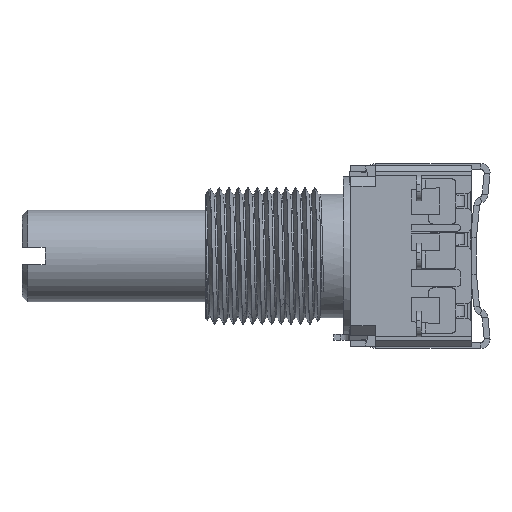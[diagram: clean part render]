
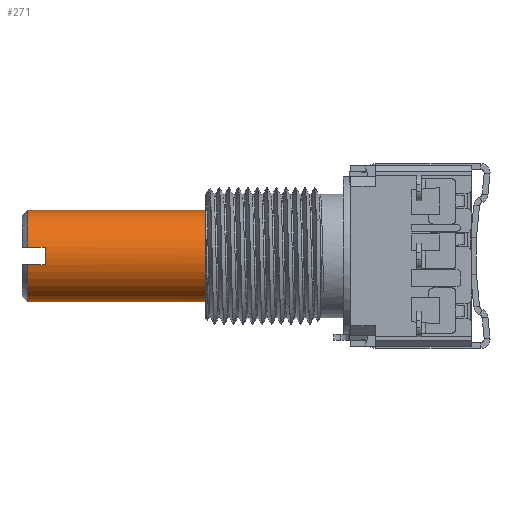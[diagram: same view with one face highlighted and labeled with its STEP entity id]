
A CAD part, front view. The second image highlights one B-rep face of the part: STEP entity #271.
In plain terms, the highlighted cylindrical face has radius 3.171 mm (diameter 6.342 mm), a partial arc.
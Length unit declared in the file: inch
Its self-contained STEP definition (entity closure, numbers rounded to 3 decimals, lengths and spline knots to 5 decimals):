
#10=DIRECTION('',(1.,0.,0.));
#11=VECTOR('',#10,0.048);
#12=CARTESIAN_POINT('',(-0.778,-0.12262,-0.0235));
#13=LINE('',#12,#11);
#14=CARTESIAN_POINT('',(-0.778,-0.12262,-0.0235));
#45=CARTESIAN_POINT('',(-0.73,0.,0.));
#46=DIRECTION('',(1.,0.,0.));
#47=DIRECTION('',(0.,-0.982,0.188));
#48=AXIS2_PLACEMENT_3D('',#45,#46,#47);
#50=DIRECTION('',(1.,0.,0.));
#51=VECTOR('',#50,0.788);
#52=CARTESIAN_POINT('',(-0.778,0.,-0.12485));
#53=LINE('',#52,#51);
#59=CARTESIAN_POINT('',(-0.778,0.,0.));
#60=DIRECTION('',(1.,0.,0.));
#61=DIRECTION('',(0.,-0.982,-0.188));
#62=AXIS2_PLACEMENT_3D('',#59,#60,#61);
#74=CARTESIAN_POINT('',(-0.778,0.,0.));
#75=DIRECTION('',(1.,0.,0.));
#76=DIRECTION('',(0.,0.,1.));
#77=AXIS2_PLACEMENT_3D('',#74,#75,#76);
#84=DIRECTION('',(1.,0.,0.));
#85=VECTOR('',#84,0.788);
#86=CARTESIAN_POINT('',(-0.778,0.,0.12485));
#87=LINE('',#86,#85);
#93=CARTESIAN_POINT('',(0.01,0.,0.));
#94=DIRECTION('',(1.,0.,0.));
#95=DIRECTION('',(0.,0.,1.));
#96=AXIS2_PLACEMENT_3D('',#93,#94,#95);
#114=CARTESIAN_POINT('',(-0.778,-0.12262,0.0235));
#116=DIRECTION('',(1.,0.,0.));
#117=VECTOR('',#116,0.048);
#118=CARTESIAN_POINT('',(-0.778,-0.12262,0.0235));
#119=LINE('',#118,#117);
#121=CARTESIAN_POINT('',(-0.73,-0.12262,-0.0235));
#123=VERTEX_POINT('',#121);
#124=CARTESIAN_POINT('',(-0.73,-0.12262,0.0235));
#126=VERTEX_POINT('',#124);
#128=CARTESIAN_POINT('',(0.01,0.,-0.12485));
#129=CARTESIAN_POINT('',(0.01,0.,0.12485));
#130=VERTEX_POINT('',#128);
#131=VERTEX_POINT('',#129);
#136=VERTEX_POINT('',#14);
#139=VERTEX_POINT('',#114);
#140=CARTESIAN_POINT('',(-0.778,0.,-0.12485));
#141=VERTEX_POINT('',#140);
#142=CARTESIAN_POINT('',(-0.778,0.,0.12485));
#143=VERTEX_POINT('',#142);
#254=CARTESIAN_POINT('',(-0.793,0.,0.));
#255=DIRECTION('',(1.,0.,0.));
#256=DIRECTION('',(0.,0.,-1.));
#257=AXIS2_PLACEMENT_3D('',#254,#255,#256);
#258=CYLINDRICAL_SURFACE('',#257,0.12485);
#259=ORIENTED_EDGE('',*,*,#244,.F.);
#260=ORIENTED_EDGE('',*,*,#213,.T.);
#262=ORIENTED_EDGE('',*,*,#261,.T.);
#263=ORIENTED_EDGE('',*,*,#209,.F.);
#264=ORIENTED_EDGE('',*,*,#231,.F.);
#265=ORIENTED_EDGE('',*,*,#175,.T.);
#266=ORIENTED_EDGE('',*,*,#197,.F.);
#268=ORIENTED_EDGE('',*,*,#267,.F.);
#269=EDGE_LOOP('',(#259,#260,#262,#263,#264,#265,#266,#268));
#270=FACE_OUTER_BOUND('',#269,.F.);
#271=ADVANCED_FACE('',(#270),#258,.T.);
#49=CIRCLE('',#48,0.12485);
#63=CIRCLE('',#62,0.12485);
#78=CIRCLE('',#77,0.12485);
#97=CIRCLE('',#96,0.12485);
#175=EDGE_CURVE('',#136,#123,#13,.T.);
#197=EDGE_CURVE('',#126,#123,#49,.T.);
#209=EDGE_CURVE('',#141,#130,#53,.T.);
#213=EDGE_CURVE('',#143,#131,#87,.T.);
#231=EDGE_CURVE('',#136,#141,#63,.T.);
#244=EDGE_CURVE('',#143,#139,#78,.T.);
#261=EDGE_CURVE('',#131,#130,#97,.T.);
#267=EDGE_CURVE('',#139,#126,#119,.T.);
